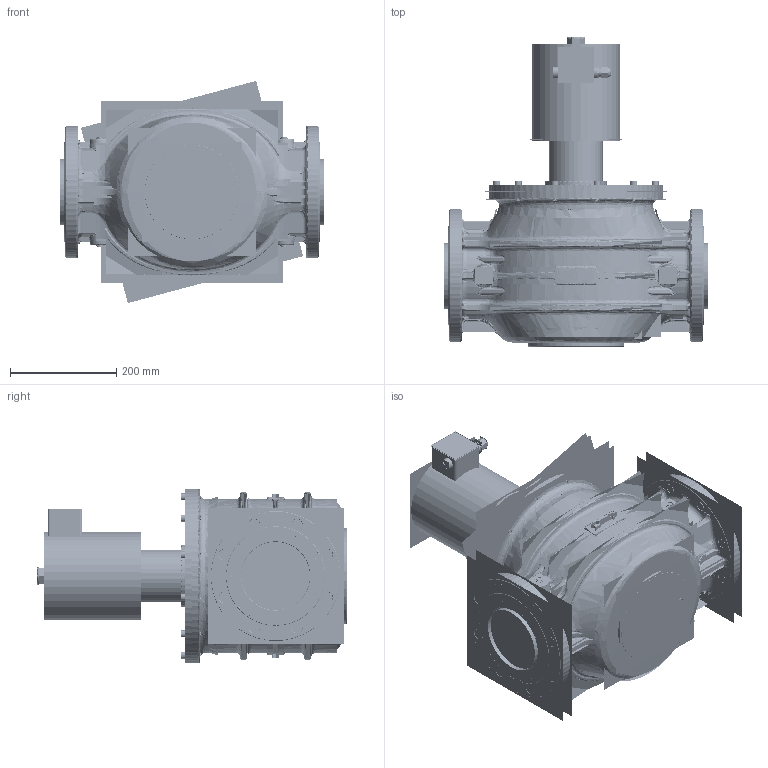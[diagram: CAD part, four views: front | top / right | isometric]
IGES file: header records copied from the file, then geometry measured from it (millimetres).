
Start section:  PTC IGES file: evp11.igs
Global section: file name: evp11.igs; native system: Creo Parametric by Parametric Technology Corporation; preprocessor: 2012130; author: Utente; organization: Unknown; date: 20150122.184830; units: millimetre
Bounding box: 495.04 x 582.86 x 417.79 mm (x, y, z)
Surface area: 8292637.6 mm2 (no closed solid volume)
Topology: 0 solids, 0 shells, 4765 faces, 61237 edges, 79703 vertices
Faces by surface type: bspline 2848, revolution 1869, extrusion 48
